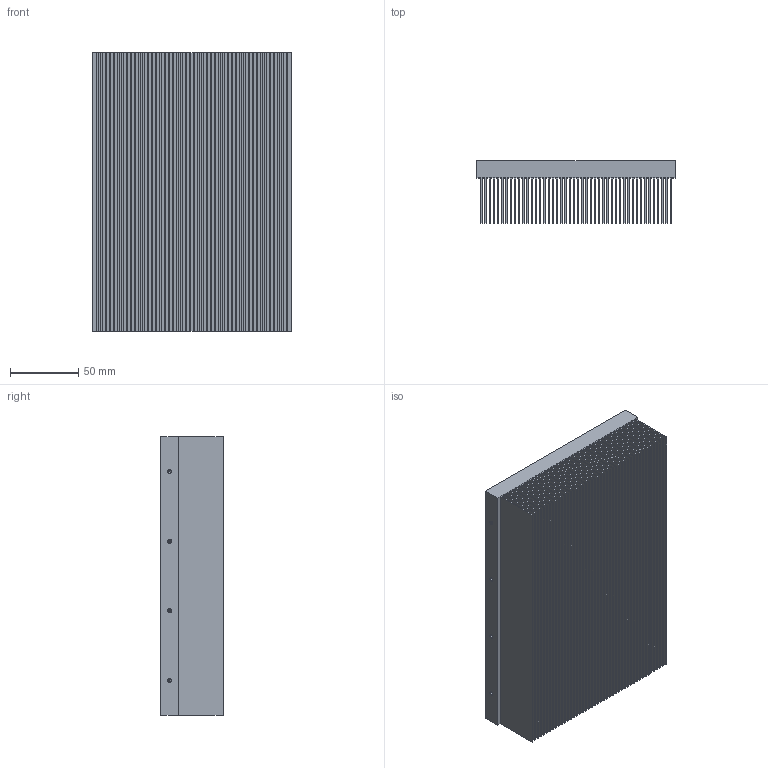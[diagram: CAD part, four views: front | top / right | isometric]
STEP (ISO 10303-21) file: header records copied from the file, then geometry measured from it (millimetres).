
FILE_DESCRIPTION (( 'STEP AP214' ), '1' );
FILE_NAME ('FMAMC5013_3D.step', '2026-02-04T21:38:39', ( '' ), ( '' ), 'SwSTEP 2.0', 'SolidWorks 2025', '' );
FILE_SCHEMA (( 'AUTOMOTIVE_DESIGN' ));
Length unit declared in the file: inch
Products named in the file (1): FMAMC5013_3D
Bounding box: 145 x 45.5 x 203.2 mm (x, y, z)
Volume: 685370.9 mm3; surface area: 684562.9 mm2
Topology: 1 solids, 1 shells, 246 faces, 692 edges, 448 vertices
Faces by surface type: plane 198, cylinder 32, cone 16
Entity records: 7727 total; most frequent: CARTESIAN_POINT 1371, ORIENTED_EDGE 1352, DIRECTION 1234, EDGE_CURVE 676, VECTOR 612, LINE 612, VERTEX_POINT 448, AXIS2_PLACEMENT_3D 311
